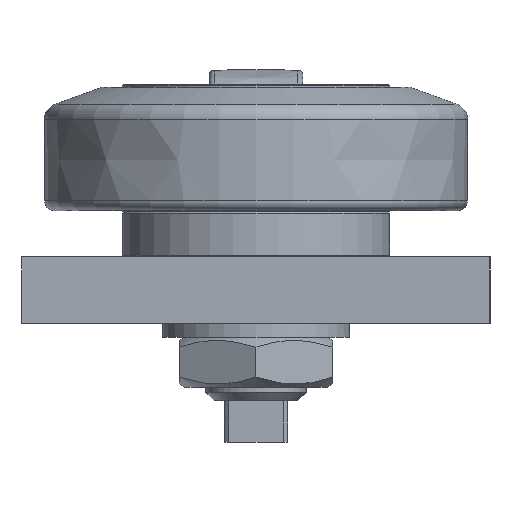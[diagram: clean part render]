
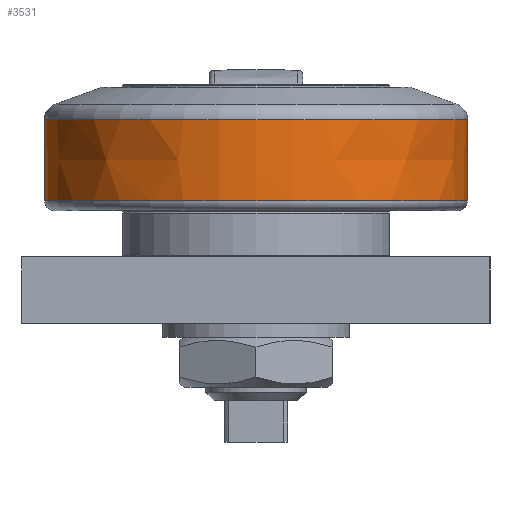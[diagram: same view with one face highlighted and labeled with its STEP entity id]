
A CAD part, left-side view. The second image highlights one B-rep face of the part: STEP entity #3531.
In plain terms, the highlighted free-form (B-spline) face has degree [2, 2] with [3, 9] control points.
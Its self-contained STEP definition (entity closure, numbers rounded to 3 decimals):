
#883=(
BOUNDED_SURFACE()
B_SPLINE_SURFACE(2,2,((#5913,#5914,#5915,#5916,#5917,#5918,#5919,#5920,
#5921),(#5922,#5923,#5924,#5925,#5926,#5927,#5928,#5929,#5930),(#5931,#5932,
#5933,#5934,#5935,#5936,#5937,#5938,#5939)),.UNSPECIFIED.,.F.,.T.,.F.)
B_SPLINE_SURFACE_WITH_KNOTS((3,3),(3,2,2,2,3),(-0.016,0.009),
(-3.142,-1.571,0.,1.571,3.142),
 .UNSPECIFIED.)
GEOMETRIC_REPRESENTATION_ITEM()
RATIONAL_B_SPLINE_SURFACE(((1.,0.707,1.,0.707,1.,
0.707,1.,0.707,1.),(1.,0.707,
1.,0.707,1.,0.707,
1.,0.707,1.),(1.,0.707,
1.,0.707,1.,0.707,1.,0.707,1.)))
REPRESENTATION_ITEM('')
SURFACE()
);
#1011=FACE_OUTER_BOUND('',#1248,.T.);
#1248=EDGE_LOOP('',(#3050,#3051,#3052,#3053,#3054,#3055));
#1476=CIRCLE('',#3885,63.279);
#1480=CIRCLE('',#3889,63.279);
#1486=CIRCLE('',#3896,63.362);
#1487=CIRCLE('',#3897,63.362);
#1488=CIRCLE('',#3898,1000.);
#1767=VERTEX_POINT('',#5892);
#1768=VERTEX_POINT('',#5893);
#1776=VERTEX_POINT('',#5940);
#1777=VERTEX_POINT('',#5941);
#2222=EDGE_CURVE('',#1767,#1768,#1476,.T.);
#2226=EDGE_CURVE('',#1768,#1767,#1480,.T.);
#2233=EDGE_CURVE('',#1776,#1777,#1486,.T.);
#2234=EDGE_CURVE('',#1777,#1776,#1487,.T.);
#2235=EDGE_CURVE('',#1777,#1768,#1488,.T.);
#3050=ORIENTED_EDGE('',*,*,#2233,.F.);
#3051=ORIENTED_EDGE('',*,*,#2234,.F.);
#3052=ORIENTED_EDGE('',*,*,#2235,.T.);
#3053=ORIENTED_EDGE('',*,*,#2222,.F.);
#3054=ORIENTED_EDGE('',*,*,#2226,.F.);
#3055=ORIENTED_EDGE('',*,*,#2235,.F.);
#3531=ADVANCED_FACE('',(#1011),#883,.F.);
#3885=AXIS2_PLACEMENT_3D('',#5894,#4742,#4743);
#3889=AXIS2_PLACEMENT_3D('',#5900,#4750,#4751);
#3896=AXIS2_PLACEMENT_3D('',#5942,#4765,#4766);
#3897=AXIS2_PLACEMENT_3D('',#5943,#4767,#4768);
#3898=AXIS2_PLACEMENT_3D('',#5944,#4769,#4770);
#4742=DIRECTION('center_axis',(0.,0.,
-1.));
#4743=DIRECTION('ref_axis',(0.,-1.,0.));
#4750=DIRECTION('center_axis',(0.,0.,
-1.));
#4751=DIRECTION('ref_axis',(0.,-1.,0.));
#4765=DIRECTION('center_axis',(0.,0.,
1.));
#4766=DIRECTION('ref_axis',(0.,-1.,0.));
#4767=DIRECTION('center_axis',(0.,0.,
1.));
#4768=DIRECTION('ref_axis',(0.,-1.,0.));
#4769=DIRECTION('center_axis',(0.,-1.,0.));
#4770=DIRECTION('ref_axis',(-1.,0.,0.));
#5892=CARTESIAN_POINT('',(-117.369,70.148,1.753));
#5893=CARTESIAN_POINT('',(-180.648,6.869,1.753));
#5894=CARTESIAN_POINT('Origin',(-117.369,6.869,1.753));
#5900=CARTESIAN_POINT('Origin',(-117.369,6.869,1.753));
#5913=CARTESIAN_POINT('Ctrl Pts',(-180.648,6.869,1.753));
#5914=CARTESIAN_POINT('Ctrl Pts',(-180.648,-56.41,1.753));
#5915=CARTESIAN_POINT('Ctrl Pts',(-117.369,-56.41,1.753));
#5916=CARTESIAN_POINT('Ctrl Pts',(-54.09,-56.41,1.753));
#5917=CARTESIAN_POINT('Ctrl Pts',(-54.09,6.869,1.753));
#5918=CARTESIAN_POINT('Ctrl Pts',(-54.09,70.148,1.753));
#5919=CARTESIAN_POINT('Ctrl Pts',(-117.369,70.148,1.753));
#5920=CARTESIAN_POINT('Ctrl Pts',(-180.648,70.148,1.753));
#5921=CARTESIAN_POINT('Ctrl Pts',(-180.648,6.869,1.753));
#5922=CARTESIAN_POINT('Ctrl Pts',(-180.837,6.869,13.888));
#5923=CARTESIAN_POINT('Ctrl Pts',(-180.837,-56.599,13.888));
#5924=CARTESIAN_POINT('Ctrl Pts',(-117.369,-56.599,13.888));
#5925=CARTESIAN_POINT('Ctrl Pts',(-53.901,-56.599,13.888));
#5926=CARTESIAN_POINT('Ctrl Pts',(-53.901,6.869,13.888));
#5927=CARTESIAN_POINT('Ctrl Pts',(-53.901,70.337,13.888));
#5928=CARTESIAN_POINT('Ctrl Pts',(-117.369,70.337,13.888));
#5929=CARTESIAN_POINT('Ctrl Pts',(-180.837,70.337,13.888));
#5930=CARTESIAN_POINT('Ctrl Pts',(-180.837,6.869,13.888));
#5931=CARTESIAN_POINT('Ctrl Pts',(-180.731,6.869,26.023));
#5932=CARTESIAN_POINT('Ctrl Pts',(-180.731,-56.493,26.023));
#5933=CARTESIAN_POINT('Ctrl Pts',(-117.369,-56.493,26.023));
#5934=CARTESIAN_POINT('Ctrl Pts',(-54.007,-56.493,26.023));
#5935=CARTESIAN_POINT('Ctrl Pts',(-54.007,6.869,26.023));
#5936=CARTESIAN_POINT('Ctrl Pts',(-54.007,70.231,26.023));
#5937=CARTESIAN_POINT('Ctrl Pts',(-117.369,70.231,26.023));
#5938=CARTESIAN_POINT('Ctrl Pts',(-180.731,70.231,26.023));
#5939=CARTESIAN_POINT('Ctrl Pts',(-180.731,6.869,26.023));
#5940=CARTESIAN_POINT('',(-117.369,70.231,26.023));
#5941=CARTESIAN_POINT('',(-180.731,6.869,26.023));
#5942=CARTESIAN_POINT('Origin',(-117.369,6.869,26.023));
#5943=CARTESIAN_POINT('Origin',(-117.369,6.869,26.023));
#5944=CARTESIAN_POINT('Origin',(819.231,6.869,17.3));
